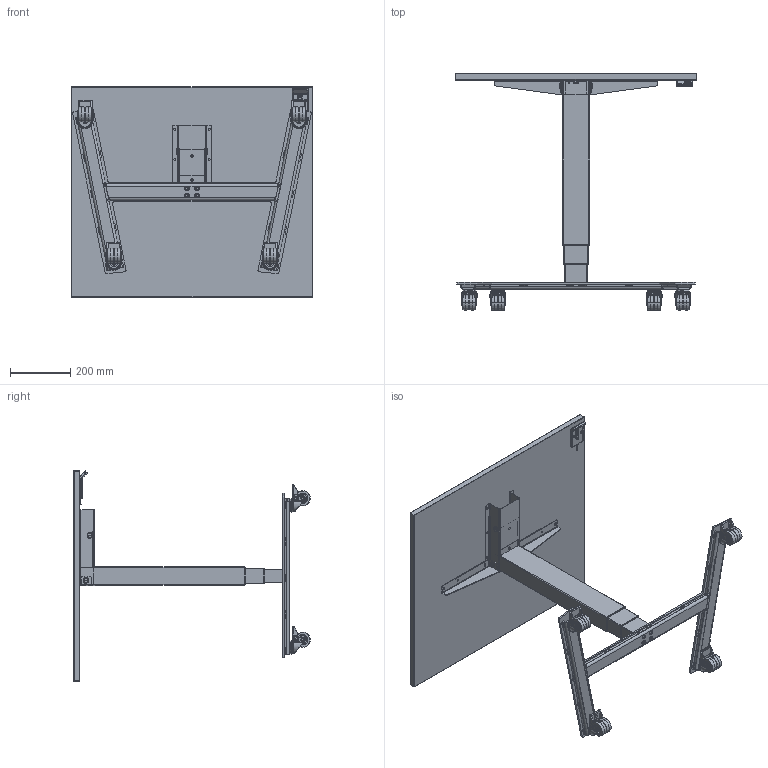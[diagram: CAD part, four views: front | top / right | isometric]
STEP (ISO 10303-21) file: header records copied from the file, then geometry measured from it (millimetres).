
FILE_DESCRIPTION (( 'STEP AP203' ), '1' );
FILE_NAME ('514145xE_Mobile One A, skiva 800x700.STEP', '2019-09-05T06:16:15', ( '' ), ( '' ), 'SwSTEP 2.0', 'SolidWorks 2017', '' );
FILE_SCHEMA (( 'CONFIG_CONTROL_DESIGN' ));
Length unit declared in the file: millimetre
Products named in the file (1): 514145xE_Mobile One A, skiva 800x700
Bounding box: 800 x 786.2 x 700 mm (x, y, z)
Surface area: 2097292 mm2 (no closed solid volume)
Topology: 0 solids, 122 shells, 877 faces, 3046 edges, 2229 vertices
Faces by surface type: plane 372, cylinder 281, torus 95, cone 69, sphere 36, bspline 24
Entity records: 34781 total; most frequent: CARTESIAN_POINT 8529, DIRECTION 5781, ORIENTED_EDGE 4496, EDGE_CURVE 3026, VERTEX_POINT 2228, AXIS2_PLACEMENT_3D 2049, VECTOR 1683, LINE 1683
